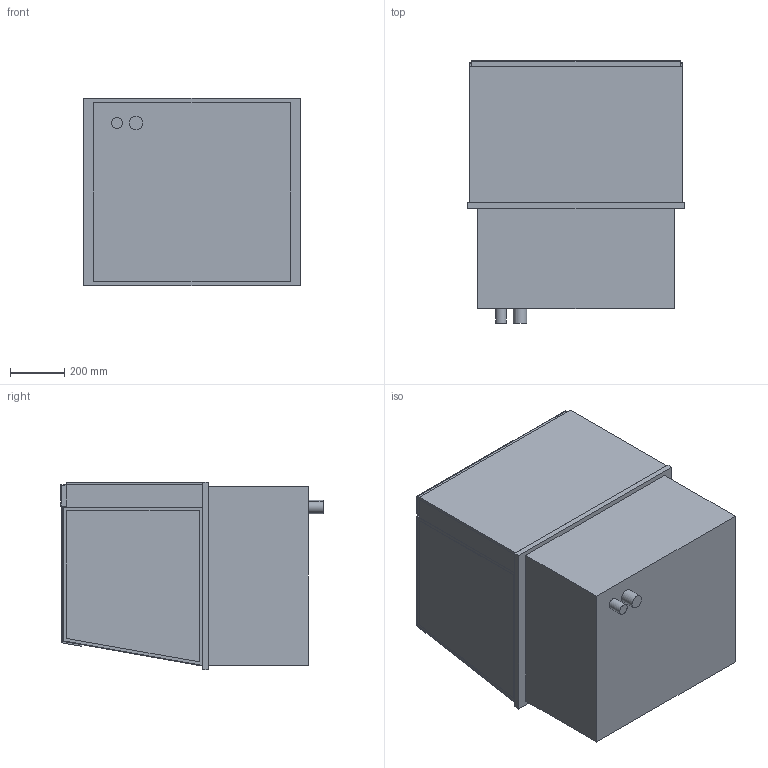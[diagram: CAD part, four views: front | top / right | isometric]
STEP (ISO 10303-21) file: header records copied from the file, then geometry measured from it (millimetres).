
FILE_DESCRIPTION(/* description */ ('vereinfachtes Modell'),/* implementation_level */ '2;1');
FILE_NAME(/* name */ '3D-AKE-00007017.stp',/* time_stamp */ '2025-01-29T11:40:53+01:00',/* author */ ('marina.schachner'),/* organization */ (''),/* preprocessor_version */ 'ST-DEVELOPER v20',/* originating_system */ 'Autodesk Inventor 2024',/* authorisation */ '');
FILE_SCHEMA (('AUTOMOTIVE_DESIGN { 1 0 10303 214 3 1 1 }'));
Length unit declared in the file: millimetre
Products named in the file (1): 3D-AKE-00007017
Bounding box: 800 x 970 x 695 mm (x, y, z)
Volume: 104810000.5 mm3; surface area: 10703401.5 mm2
Topology: 28 solids, 28 shells, 283 faces, 654 edges, 436 vertices
Faces by surface type: plane 265, cylinder 18
Full cylindrical faces by diameter (mm): 40 x1, 50 x1
Entity records: 7917 total; most frequent: CARTESIAN_POINT 1374, ORIENTED_EDGE 1308, DIRECTION 1258, EDGE_CURVE 654, LINE 618, VECTOR 618, VERTEX_POINT 436, AXIS2_PLACEMENT_3D 320
